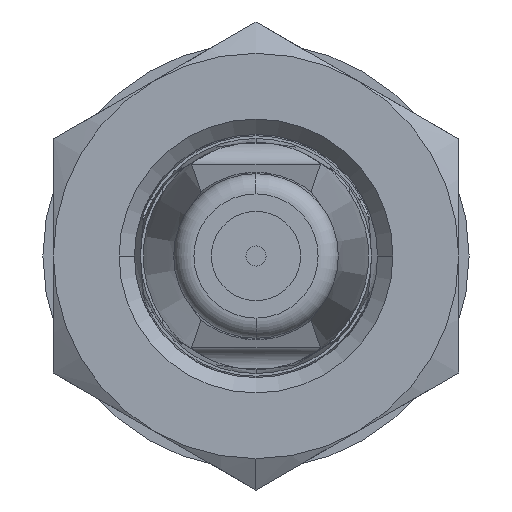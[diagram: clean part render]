
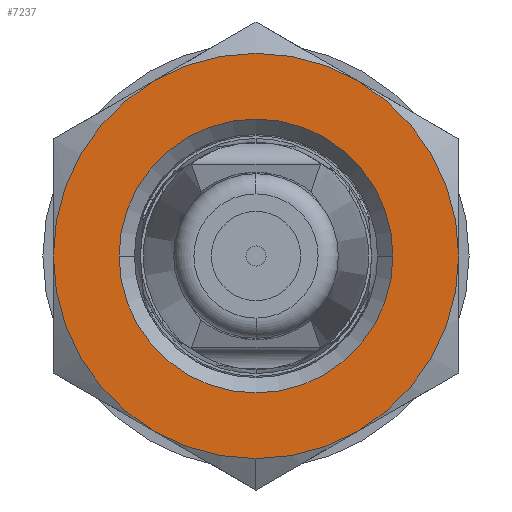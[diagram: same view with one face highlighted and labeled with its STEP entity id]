
A CAD part, front view. The second image highlights one B-rep face of the part: STEP entity #7237.
In plain terms, the highlighted face is planar.
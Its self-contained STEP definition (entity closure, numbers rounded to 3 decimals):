
#6752=CARTESIAN_POINT('',(0.,0.,0.));
#6753=DIRECTION('',(0.,1.,0.));
#6754=DIRECTION('',(1.,0.,0.));
#6755=AXIS2_PLACEMENT_3D('',#6752,#6753,#6754);
#6757=CARTESIAN_POINT('',(0.,0.,0.));
#6758=DIRECTION('',(0.,1.,0.));
#6759=DIRECTION('',(0.5,0.,0.866));
#6760=AXIS2_PLACEMENT_3D('',#6757,#6758,#6759);
#6762=CARTESIAN_POINT('',(0.,0.,0.));
#6763=DIRECTION('',(0.,1.,0.));
#6764=DIRECTION('',(-0.5,0.,0.866));
#6765=AXIS2_PLACEMENT_3D('',#6762,#6763,#6764);
#6767=CARTESIAN_POINT('',(0.,0.,0.));
#6768=DIRECTION('',(0.,1.,0.));
#6769=DIRECTION('',(-1.,0.,0.));
#6770=AXIS2_PLACEMENT_3D('',#6767,#6768,#6769);
#6772=CARTESIAN_POINT('',(0.,0.,0.));
#6773=DIRECTION('',(0.,1.,0.));
#6774=DIRECTION('',(-0.5,0.,-0.866));
#6775=AXIS2_PLACEMENT_3D('',#6772,#6773,#6774);
#6777=CARTESIAN_POINT('',(0.,0.,0.));
#6778=DIRECTION('',(0.,1.,0.));
#6779=DIRECTION('',(0.,0.,-1.));
#6780=AXIS2_PLACEMENT_3D('',#6777,#6778,#6779);
#6782=CARTESIAN_POINT('',(0.,0.,0.));
#6783=DIRECTION('',(0.,1.,0.));
#6784=DIRECTION('',(0.5,0.,-0.866));
#6785=AXIS2_PLACEMENT_3D('',#6782,#6783,#6784);
#6787=CARTESIAN_POINT('',(0.,0.,0.));
#6788=DIRECTION('',(0.,-1.,0.));
#6789=DIRECTION('',(-1.,0.,0.));
#6790=AXIS2_PLACEMENT_3D('',#6787,#6788,#6789);
#6792=CARTESIAN_POINT('',(0.,0.,0.));
#6793=DIRECTION('',(0.,-1.,0.));
#6794=DIRECTION('',(1.,0.,0.));
#6795=AXIS2_PLACEMENT_3D('',#6792,#6793,#6794);
#7030=CARTESIAN_POINT('',(-3.38,0.,0.));
#7031=VERTEX_POINT('',#7030);
#7034=CARTESIAN_POINT('',(3.38,0.,0.));
#7035=VERTEX_POINT('',#7034);
#7036=CARTESIAN_POINT('',(0.,0.,-5.));
#7037=CARTESIAN_POINT('',(-2.5,0.,-4.33));
#7038=VERTEX_POINT('',#7036);
#7039=VERTEX_POINT('',#7037);
#7041=CARTESIAN_POINT('',(5.,0.,0.));
#7042=CARTESIAN_POINT('',(2.5,0.,-4.33));
#7043=VERTEX_POINT('',#7041);
#7044=VERTEX_POINT('',#7042);
#7045=CARTESIAN_POINT('',(2.5,0.,4.33));
#7046=VERTEX_POINT('',#7045);
#7047=CARTESIAN_POINT('',(-2.5,0.,4.33));
#7048=VERTEX_POINT('',#7047);
#7049=CARTESIAN_POINT('',(-5.,0.,0.));
#7050=VERTEX_POINT('',#7049);
#7213=CARTESIAN_POINT('',(0.,0.,0.002));
#7214=DIRECTION('',(0.,1.,0.));
#7215=DIRECTION('',(0.,0.,1.));
#7216=AXIS2_PLACEMENT_3D('',#7213,#7214,#7215);
#7217=PLANE('',#7216);
#7218=ORIENTED_EDGE('',*,*,#7165,.F.);
#7220=ORIENTED_EDGE('',*,*,#7219,.F.);
#7222=ORIENTED_EDGE('',*,*,#7221,.F.);
#7224=ORIENTED_EDGE('',*,*,#7223,.F.);
#7226=ORIENTED_EDGE('',*,*,#7225,.F.);
#7227=ORIENTED_EDGE('',*,*,#7205,.F.);
#7228=ORIENTED_EDGE('',*,*,#7195,.F.);
#7229=EDGE_LOOP('',(#7218,#7220,#7222,#7224,#7226,#7227,#7228));
#7230=FACE_OUTER_BOUND('',#7229,.F.);
#7232=ORIENTED_EDGE('',*,*,#7231,.F.);
#7234=ORIENTED_EDGE('',*,*,#7233,.F.);
#7235=EDGE_LOOP('',(#7232,#7234));
#7236=FACE_BOUND('',#7235,.F.);
#7237=ADVANCED_FACE('',(#7230,#7236),#7217,.T.);
#6756=CIRCLE('',#6755,5.);
#6761=CIRCLE('',#6760,5.);
#6766=CIRCLE('',#6765,5.);
#6771=CIRCLE('',#6770,5.);
#6776=CIRCLE('',#6775,5.);
#6781=CIRCLE('',#6780,5.);
#6786=CIRCLE('',#6785,5.);
#6791=CIRCLE('',#6790,3.38);
#6796=CIRCLE('',#6795,3.38);
#7165=EDGE_CURVE('',#7043,#7044,#6756,.T.);
#7195=EDGE_CURVE('',#7044,#7038,#6786,.T.);
#7205=EDGE_CURVE('',#7038,#7039,#6781,.T.);
#7219=EDGE_CURVE('',#7046,#7043,#6761,.T.);
#7221=EDGE_CURVE('',#7048,#7046,#6766,.T.);
#7223=EDGE_CURVE('',#7050,#7048,#6771,.T.);
#7225=EDGE_CURVE('',#7039,#7050,#6776,.T.);
#7231=EDGE_CURVE('',#7031,#7035,#6791,.T.);
#7233=EDGE_CURVE('',#7035,#7031,#6796,.T.);
